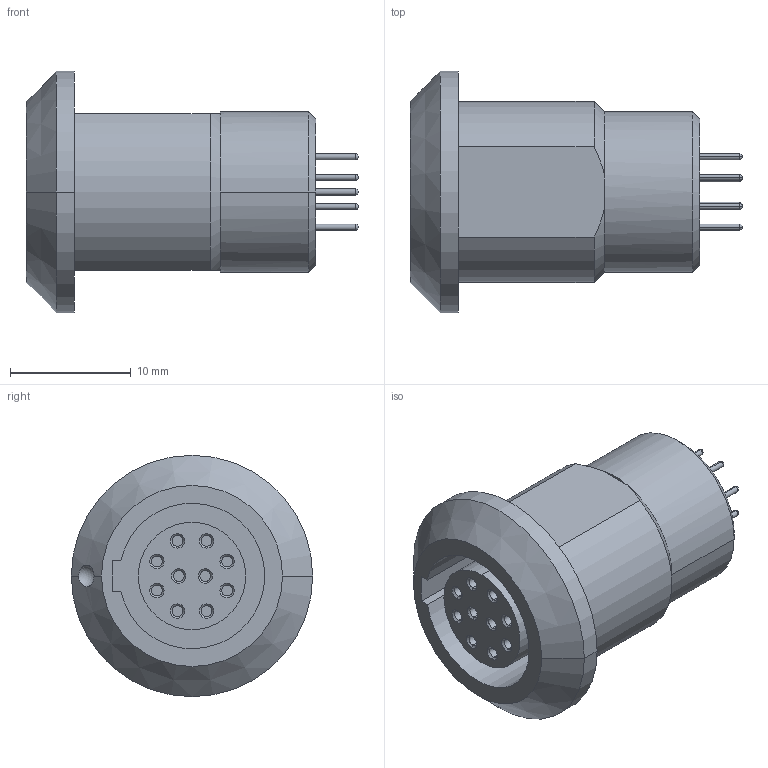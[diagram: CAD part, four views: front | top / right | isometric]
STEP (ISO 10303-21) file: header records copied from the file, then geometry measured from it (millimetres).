
FILE_DESCRIPTION((''),'2;1');
FILE_NAME('GL2L0C-P10Q','2013-01-29T',('rtrager'),(''),'PRO/ENGINEER BY PARAMETRIC TECHNOLOGY CORPORATION, 2010330','PRO/ENGINEER BY PARAMETRIC TECHNOLOGY CORPORATION, 2010330','');
FILE_SCHEMA(('CONFIG_CONTROL_DESIGN'));
Length unit declared in the file: millimetre
Products named in the file (1): GL2L0C-P10Q
Bounding box: 27.5 x 20 x 20 mm (x, y, z)
Volume: 3373.1 mm3; surface area: 2786.3 mm2
Topology: 1 solids, 1 shells, 131 faces, 269 edges, 162 vertices
Faces by surface type: cylinder 51, plane 33, cone 26, bspline 20, sphere 1
Entity records: 4025 total; most frequent: CARTESIAN_POINT 1172, DIRECTION 653, ORIENTED_EDGE 534, AXIS2_PLACEMENT_3D 281, EDGE_CURVE 267, CIRCLE 170, VERTEX_POINT 162, EDGE_LOOP 155
